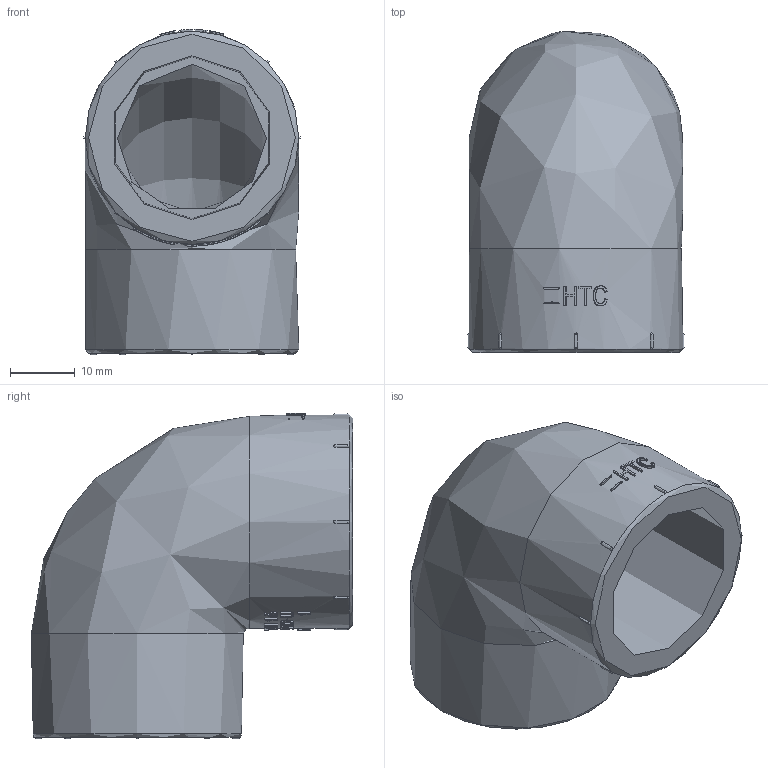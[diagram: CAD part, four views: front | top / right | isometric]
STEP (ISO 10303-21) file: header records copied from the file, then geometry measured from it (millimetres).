
FILE_DESCRIPTION(/* description */ (''),/* implementation_level */ '2;1');
FILE_NAME(/* name */ 'Z6C025025.stp',/* time_stamp */ '2025-02-10T09:22:28+08:00',/* author */ (''),/* organization */ (''),/* preprocessor_version */ 'ST-DEVELOPER v16',/* originating_system */ 'SIEMENS PLM Software NX 10.0',/* authorisation */ '');
FILE_SCHEMA (('AUTOMOTIVE_DESIGN { 1 0 10303 214 3 1 1 1 }'));
Length unit declared in the file: millimetre
Products named in the file (1): gelv13106AE0fye8
Bounding box: 33.43 x 49.68 x 50.27 mm (x, y, z)
Volume: 22938.1 mm3; surface area: 12576 mm2
Topology: 1 solids, 1 shells, 1759 faces, 5060 edges, 3325 vertices
Faces by surface type: bspline 1444, plane 161, cylinder 118, sphere 32, torus 3, cone 1
Full cylindrical faces by diameter (mm): 26.441 x9, 29 x1, 33 x2
Entity records: 94696 total; most frequent: CARTESIAN_POINT 51967, ORIENTED_EDGE 9964, DIRECTION 8602, EDGE_CURVE 4982, AXIS2_PLACEMENT_3D 3434, VERTEX_POINT 3301, ELLIPSE 2845, EDGE_LOOP 1817
